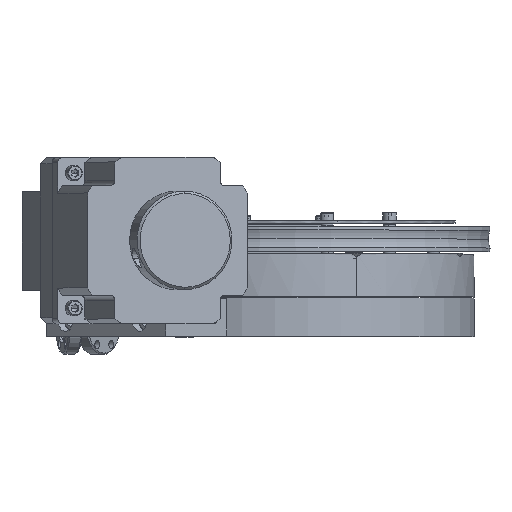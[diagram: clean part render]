
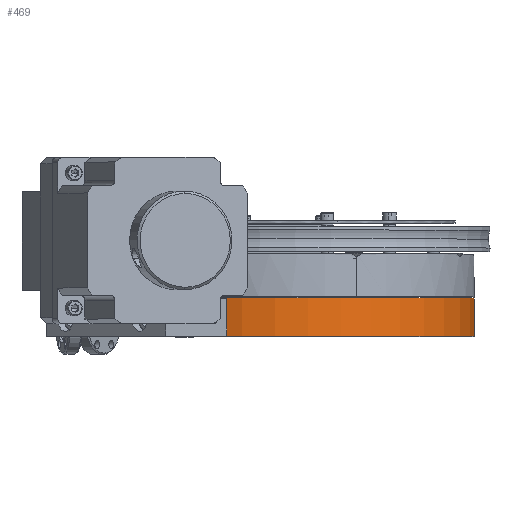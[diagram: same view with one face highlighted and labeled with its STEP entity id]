
A CAD part, top view. The second image highlights one B-rep face of the part: STEP entity #469.
In plain terms, the highlighted cylindrical face has radius 98.425 mm (diameter 196.85 mm), a partial arc.
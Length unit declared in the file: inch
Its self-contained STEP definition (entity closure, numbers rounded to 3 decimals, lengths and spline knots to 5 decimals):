
#469 = ADVANCED_FACE ( 'NONE', ( #49323 ), #49325, .T. ) ;
#6087 = LINE ( 'NONE', #6974, #6137 ) ;
#6128 = CIRCLE ( 'NONE', #62485, 3.875 ) ;
#6135 = VECTOR ( 'NONE', #6969, 39.37008 ) ;
#6137 = VECTOR ( 'NONE', #6975, 39.37008 ) ;
#6138 = LINE ( 'NONE', #6963, #6135 ) ;
#6142 = CIRCLE ( 'NONE', #62491, 3.875 ) ;
#6946 = CARTESIAN_POINT ( 'NONE',  ( 0., -0.514, 0. ) ) ;
#6947 = DIRECTION ( 'NONE',  ( 0., 1., 0. ) ) ;
#6948 = DIRECTION ( 'NONE',  ( -0.383, 0., 0.924 ) ) ;
#6963 = CARTESIAN_POINT ( 'NONE',  ( 1.4829, -1.294, -3.58003 ) ) ;
#6969 = DIRECTION ( 'NONE',  ( 0., 1., 0. ) ) ;
#6970 = CARTESIAN_POINT ( 'NONE',  ( 0., -1.294, 0. ) ) ;
#6971 = DIRECTION ( 'NONE',  ( 0., 1., 0. ) ) ;
#6972 = DIRECTION ( 'NONE',  ( -0.383, 0., 0.924 ) ) ;
#6974 = CARTESIAN_POINT ( 'NONE',  ( -1.4829, -1.294, 3.58003 ) ) ;
#6975 = DIRECTION ( 'NONE',  ( 0., 1., 0. ) ) ;
#15474 = EDGE_CURVE ( 'NONE', #74037, #73830, #6128, .T. ) ;
#15483 = EDGE_CURVE ( 'NONE', #73909, #73830, #6138, .T. ) ;
#15484 = EDGE_CURVE ( 'NONE', #74223, #73909, #6142, .T. ) ;
#15485 = EDGE_CURVE ( 'NONE', #74223, #74037, #6087, .T. ) ;
#24253 = EDGE_LOOP ( 'NONE', ( #61157, #61391, #61401, #60986 ) ) ;
#35572 = AXIS2_PLACEMENT_3D ( 'NONE', #50082, #50073, #50072 ) ;
#49323 = FACE_OUTER_BOUND ( 'NONE', #24253, .T. ) ;
#49325 = CYLINDRICAL_SURFACE ( 'NONE', #35572, 3.875 ) ;
#50072 = DIRECTION ( 'NONE',  ( -0.383, 0., 0.924 ) ) ;
#50073 = DIRECTION ( 'NONE',  ( 0., 1., 0. ) ) ;
#50082 = CARTESIAN_POINT ( 'NONE',  ( 0., -1.294, 0. ) ) ;
#60986 = ORIENTED_EDGE ( 'NONE', *, *, #15485, .F. ) ;
#61157 = ORIENTED_EDGE ( 'NONE', *, *, #15484, .T. ) ;
#61391 = ORIENTED_EDGE ( 'NONE', *, *, #15483, .T. ) ;
#61401 = ORIENTED_EDGE ( 'NONE', *, *, #15474, .F. ) ;
#62485 = AXIS2_PLACEMENT_3D ( 'NONE', #6946, #6947, #6948 ) ;
#62491 = AXIS2_PLACEMENT_3D ( 'NONE', #6970, #6971, #6972 ) ;
#72450 = CARTESIAN_POINT ( 'NONE',  ( 1.4829, -0.514, -3.58003 ) ) ;
#72529 = CARTESIAN_POINT ( 'NONE',  ( 1.4829, -1.294, -3.58003 ) ) ;
#72657 = CARTESIAN_POINT ( 'NONE',  ( -1.4829, -0.514, 3.58003 ) ) ;
#72843 = CARTESIAN_POINT ( 'NONE',  ( -1.4829, -1.294, 3.58003 ) ) ;
#73830 = VERTEX_POINT ( 'NONE', #72450 ) ;
#73909 = VERTEX_POINT ( 'NONE', #72529 ) ;
#74037 = VERTEX_POINT ( 'NONE', #72657 ) ;
#74223 = VERTEX_POINT ( 'NONE', #72843 ) ;
